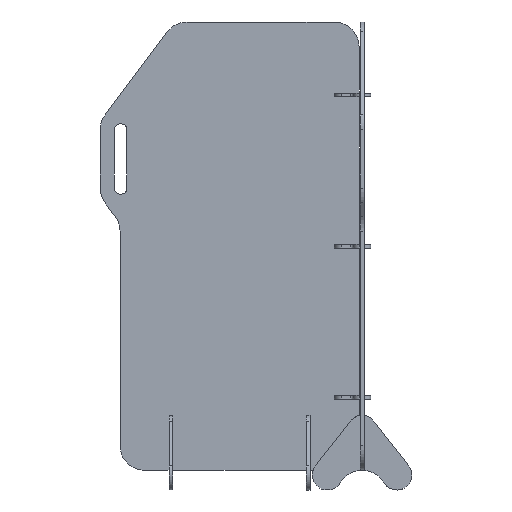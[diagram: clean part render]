
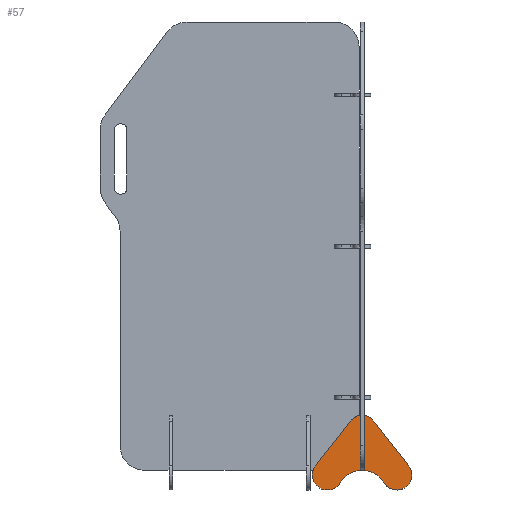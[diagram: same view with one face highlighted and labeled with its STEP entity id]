
A CAD part, left-side view. The second image highlights one B-rep face of the part: STEP entity #57.
In plain terms, the highlighted planar face has unit normal (-1, 0, 0).
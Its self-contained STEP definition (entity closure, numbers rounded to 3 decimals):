
#57=ADVANCED_FACE('',(#299),#3909,.T.);
#299=FACE_OUTER_BOUND('',#541,.T.);
#541=EDGE_LOOP('',(#829,#830,#831,#832,#833,#834,#835,#836,#837,#838,#839,
#840,#841,#842));
#829=ORIENTED_EDGE('',*,*,#2157,.F.);
#830=ORIENTED_EDGE('',*,*,#2154,.F.);
#831=ORIENTED_EDGE('',*,*,#2151,.F.);
#832=ORIENTED_EDGE('',*,*,#2148,.F.);
#833=ORIENTED_EDGE('',*,*,#2145,.F.);
#834=ORIENTED_EDGE('',*,*,#2142,.F.);
#835=ORIENTED_EDGE('',*,*,#2139,.F.);
#836=ORIENTED_EDGE('',*,*,#2136,.F.);
#837=ORIENTED_EDGE('',*,*,#2133,.F.);
#838=ORIENTED_EDGE('',*,*,#2130,.F.);
#839=ORIENTED_EDGE('',*,*,#2127,.F.);
#840=ORIENTED_EDGE('',*,*,#2124,.F.);
#841=ORIENTED_EDGE('',*,*,#2121,.F.);
#842=ORIENTED_EDGE('',*,*,#2117,.F.);
#2117=EDGE_CURVE('',#3461,#3462,#2789,.T.);
#2121=EDGE_CURVE('',#3462,#3465,#2793,.T.);
#2124=EDGE_CURVE('',#3465,#3467,#2796,.T.);
#2127=EDGE_CURVE('',#3467,#3469,#2799,.T.);
#2130=EDGE_CURVE('',#3469,#3471,#2802,.T.);
#2133=EDGE_CURVE('',#3471,#3473,#2805,.T.);
#2136=EDGE_CURVE('',#3473,#3475,#2808,.T.);
#2139=EDGE_CURVE('',#3475,#3477,#2811,.T.);
#2142=EDGE_CURVE('',#3477,#3479,#2814,.T.);
#2145=EDGE_CURVE('',#3479,#3481,#2817,.T.);
#2148=EDGE_CURVE('',#3481,#3483,#2820,.T.);
#2151=EDGE_CURVE('',#3483,#3485,#2823,.T.);
#2154=EDGE_CURVE('',#3485,#3487,#2826,.T.);
#2157=EDGE_CURVE('',#3487,#3461,#2829,.T.);
#2789=(
BOUNDED_CURVE()
B_SPLINE_CURVE(2,(#4347,#4348,#4349),.UNSPECIFIED.,.F.,.F.)
B_SPLINE_CURVE_WITH_KNOTS((3,3),(-1390.503,-1280.433),
 .UNSPECIFIED.)
CURVE()
GEOMETRIC_REPRESENTATION_ITEM()
RATIONAL_B_SPLINE_CURVE((1.,1.,1.))
REPRESENTATION_ITEM('')
);
#2793=(
BOUNDED_CURVE()
B_SPLINE_CURVE(2,(#4357,#4358,#4359),.UNSPECIFIED.,.F.,.F.)
B_SPLINE_CURVE_WITH_KNOTS((3,3),(-1280.433,-1233.646),
 .UNSPECIFIED.)
CURVE()
GEOMETRIC_REPRESENTATION_ITEM()
RATIONAL_B_SPLINE_CURVE((1.,0.925,1.))
REPRESENTATION_ITEM('')
);
#2796=(
BOUNDED_CURVE()
B_SPLINE_CURVE(2,(#4365,#4366,#4367),.UNSPECIFIED.,.F.,.F.)
B_SPLINE_CURVE_WITH_KNOTS((3,3),(-1233.646,-1005.611),
 .UNSPECIFIED.)
CURVE()
GEOMETRIC_REPRESENTATION_ITEM()
RATIONAL_B_SPLINE_CURVE((1.,1.,1.))
REPRESENTATION_ITEM('')
);
#2799=(
BOUNDED_CURVE()
B_SPLINE_CURVE(2,(#4373,#4374,#4375,#4376,#4377),.UNSPECIFIED.,.F.,.F.)
B_SPLINE_CURVE_WITH_KNOTS((3,2,3),(-1005.611,-911.363,
-817.116),.UNSPECIFIED.)
CURVE()
GEOMETRIC_REPRESENTATION_ITEM()
RATIONAL_B_SPLINE_CURVE((1.,0.711,1.011,0.711,
1.))
REPRESENTATION_ITEM('')
);
#2802=(
BOUNDED_CURVE()
B_SPLINE_CURVE(2,(#4385,#4386,#4387),.UNSPECIFIED.,.F.,.F.)
B_SPLINE_CURVE_WITH_KNOTS((3,3),(-817.116,-794.795),
 .UNSPECIFIED.)
CURVE()
GEOMETRIC_REPRESENTATION_ITEM()
RATIONAL_B_SPLINE_CURVE((1.,1.,1.))
REPRESENTATION_ITEM('')
);
#2805=(
BOUNDED_CURVE()
B_SPLINE_CURVE(2,(#4393,#4394,#4395,#4396,#4397),.UNSPECIFIED.,.F.,.F.)
B_SPLINE_CURVE_WITH_KNOTS((3,2,3),(-794.795,-703.82,-612.844),
 .UNSPECIFIED.)
CURVE()
GEOMETRIC_REPRESENTATION_ITEM()
RATIONAL_B_SPLINE_CURVE((1.,0.903,1.011,0.903,
1.))
REPRESENTATION_ITEM('')
);
#2808=(
BOUNDED_CURVE()
B_SPLINE_CURVE(2,(#4405,#4406,#4407),.UNSPECIFIED.,.F.,.F.)
B_SPLINE_CURVE_WITH_KNOTS((3,3),(-612.844,-590.523),
 .UNSPECIFIED.)
CURVE()
GEOMETRIC_REPRESENTATION_ITEM()
RATIONAL_B_SPLINE_CURVE((1.,1.,1.))
REPRESENTATION_ITEM('')
);
#2811=(
BOUNDED_CURVE()
B_SPLINE_CURVE(2,(#4413,#4414,#4415,#4416,#4417),.UNSPECIFIED.,.F.,.F.)
B_SPLINE_CURVE_WITH_KNOTS((3,2,3),(-590.523,-496.276,
-402.028),.UNSPECIFIED.)
CURVE()
GEOMETRIC_REPRESENTATION_ITEM()
RATIONAL_B_SPLINE_CURVE((1.,0.711,1.011,0.711,
1.))
REPRESENTATION_ITEM('')
);
#2814=(
BOUNDED_CURVE()
B_SPLINE_CURVE(2,(#4425,#4426,#4427),.UNSPECIFIED.,.F.,.F.)
B_SPLINE_CURVE_WITH_KNOTS((3,3),(-402.028,-173.993),
 .UNSPECIFIED.)
CURVE()
GEOMETRIC_REPRESENTATION_ITEM()
RATIONAL_B_SPLINE_CURVE((1.,1.,1.))
REPRESENTATION_ITEM('')
);
#2817=(
BOUNDED_CURVE()
B_SPLINE_CURVE(2,(#4433,#4434,#4435),.UNSPECIFIED.,.F.,.F.)
B_SPLINE_CURVE_WITH_KNOTS((3,3),(-173.993,-127.206),
 .UNSPECIFIED.)
CURVE()
GEOMETRIC_REPRESENTATION_ITEM()
RATIONAL_B_SPLINE_CURVE((1.,0.925,1.))
REPRESENTATION_ITEM('')
);
#2820=(
BOUNDED_CURVE()
B_SPLINE_CURVE(2,(#4441,#4442,#4443),.UNSPECIFIED.,.F.,.F.)
B_SPLINE_CURVE_WITH_KNOTS((3,3),(-127.206,-17.136),
 .UNSPECIFIED.)
CURVE()
GEOMETRIC_REPRESENTATION_ITEM()
RATIONAL_B_SPLINE_CURVE((1.,1.,1.))
REPRESENTATION_ITEM('')
);
#2823=(
BOUNDED_CURVE()
B_SPLINE_CURVE(2,(#4449,#4450,#4451,#4452,#4453),.UNSPECIFIED.,.F.,.F.)
B_SPLINE_CURVE_WITH_KNOTS((3,2,3),(-17.136,-14.78,
-12.423),.UNSPECIFIED.)
CURVE()
GEOMETRIC_REPRESENTATION_ITEM()
RATIONAL_B_SPLINE_CURVE((1.,0.707,1.,0.707,
1.))
REPRESENTATION_ITEM('')
);
#2826=(
BOUNDED_CURVE()
B_SPLINE_CURVE(2,(#4461,#4462,#4463),.UNSPECIFIED.,.F.,.F.)
B_SPLINE_CURVE_WITH_KNOTS((3,3),(-12.423,-3.023),
 .UNSPECIFIED.)
CURVE()
GEOMETRIC_REPRESENTATION_ITEM()
RATIONAL_B_SPLINE_CURVE((1.,1.,1.))
REPRESENTATION_ITEM('')
);
#2829=(
BOUNDED_CURVE()
B_SPLINE_CURVE(2,(#4469,#4470,#4471,#4472,#4473),.UNSPECIFIED.,.F.,.F.)
B_SPLINE_CURVE_WITH_KNOTS((3,2,3),(-3.023,-0.667,
1.689),.UNSPECIFIED.)
CURVE()
GEOMETRIC_REPRESENTATION_ITEM()
RATIONAL_B_SPLINE_CURVE((1.,0.707,1.,0.707,
1.))
REPRESENTATION_ITEM('')
);
#3461=VERTEX_POINT('',#4319);
#3462=VERTEX_POINT('',#4320);
#3465=VERTEX_POINT('',#4323);
#3467=VERTEX_POINT('',#4325);
#3469=VERTEX_POINT('',#4327);
#3471=VERTEX_POINT('',#4329);
#3473=VERTEX_POINT('',#4331);
#3475=VERTEX_POINT('',#4333);
#3477=VERTEX_POINT('',#4335);
#3479=VERTEX_POINT('',#4337);
#3481=VERTEX_POINT('',#4339);
#3483=VERTEX_POINT('',#4341);
#3485=VERTEX_POINT('',#4343);
#3487=VERTEX_POINT('',#4345);
#3909=PLANE('',#4171);
#4171=AXIS2_PLACEMENT_3D('',#4317,#4192,$);
#4192=DIRECTION('',(-1.,0.,0.));
#4317=CARTESIAN_POINT('',(7563.444,421.585,336.942));
#4319=CARTESIAN_POINT('',(7563.444,163.885,189.433));
#4320=CARTESIAN_POINT('',(7563.444,163.885,299.504));
#4323=CARTESIAN_POINT('',(7563.444,124.224,276.836));
#4325=CARTESIAN_POINT('',(7563.444,-15.776,96.836));
#4327=CARTESIAN_POINT('',(7563.444,78.946,23.164));
#4329=CARTESIAN_POINT('',(7563.444,92.65,40.783));
#4331=CARTESIAN_POINT('',(7563.444,250.52,40.783));
#4333=CARTESIAN_POINT('',(7563.444,264.224,23.164));
#4335=CARTESIAN_POINT('',(7563.444,358.946,96.836));
#4337=CARTESIAN_POINT('',(7563.444,218.946,276.836));
#4339=CARTESIAN_POINT('',(7563.444,179.285,299.504));
#4341=CARTESIAN_POINT('',(7563.444,179.285,189.433));
#4343=CARTESIAN_POINT('',(7563.444,176.285,189.433));
#4345=CARTESIAN_POINT('',(7563.444,166.885,189.433));
#4347=CARTESIAN_POINT('',(7563.444,163.885,189.433));
#4348=CARTESIAN_POINT('',(7563.444,163.885,244.469));
#4349=CARTESIAN_POINT('',(7563.444,163.885,299.504));
#4357=CARTESIAN_POINT('',(7563.444,163.885,299.504));
#4358=CARTESIAN_POINT('',(7563.444,139.389,296.334));
#4359=CARTESIAN_POINT('',(7563.444,124.224,276.836));
#4365=CARTESIAN_POINT('',(7563.444,124.224,276.836));
#4366=CARTESIAN_POINT('',(7563.444,54.224,186.836));
#4367=CARTESIAN_POINT('',(7563.444,-15.776,96.836));
#4373=CARTESIAN_POINT('',(7563.444,-15.776,96.836));
#4374=CARTESIAN_POINT('',(7563.444,-52.612,49.475));
#4375=CARTESIAN_POINT('',(7563.444,-5.251,12.639));
#4376=CARTESIAN_POINT('',(7563.444,42.11,-24.198));
#4377=CARTESIAN_POINT('',(7563.444,78.946,23.164));
#4385=CARTESIAN_POINT('',(7563.444,78.946,23.164));
#4386=CARTESIAN_POINT('',(7563.444,85.798,31.973));
#4387=CARTESIAN_POINT('',(7563.444,92.65,40.783));
#4393=CARTESIAN_POINT('',(7563.444,92.65,40.783));
#4394=CARTESIAN_POINT('',(7563.444,122.677,79.388));
#4395=CARTESIAN_POINT('',(7563.444,171.585,79.388));
#4396=CARTESIAN_POINT('',(7563.444,220.494,79.388));
#4397=CARTESIAN_POINT('',(7563.444,250.52,40.783));
#4405=CARTESIAN_POINT('',(7563.444,250.52,40.783));
#4406=CARTESIAN_POINT('',(7563.444,257.372,31.973));
#4407=CARTESIAN_POINT('',(7563.444,264.224,23.164));
#4413=CARTESIAN_POINT('',(7563.444,264.224,23.164));
#4414=CARTESIAN_POINT('',(7563.444,301.061,-24.198));
#4415=CARTESIAN_POINT('',(7563.444,348.422,12.639));
#4416=CARTESIAN_POINT('',(7563.444,395.783,49.475));
#4417=CARTESIAN_POINT('',(7563.444,358.946,96.836));
#4425=CARTESIAN_POINT('',(7563.444,358.946,96.836));
#4426=CARTESIAN_POINT('',(7563.444,288.946,186.836));
#4427=CARTESIAN_POINT('',(7563.444,218.946,276.836));
#4433=CARTESIAN_POINT('',(7563.444,218.946,276.836));
#4434=CARTESIAN_POINT('',(7563.444,203.782,296.334));
#4435=CARTESIAN_POINT('',(7563.444,179.285,299.504));
#4441=CARTESIAN_POINT('',(7563.444,179.285,299.504));
#4442=CARTESIAN_POINT('',(7563.444,179.285,244.469));
#4443=CARTESIAN_POINT('',(7563.444,179.285,189.433));
#4449=CARTESIAN_POINT('',(7563.444,179.285,189.433));
#4450=CARTESIAN_POINT('',(7563.444,179.285,187.933));
#4451=CARTESIAN_POINT('',(7563.444,177.785,187.933));
#4452=CARTESIAN_POINT('',(7563.444,176.285,187.933));
#4453=CARTESIAN_POINT('',(7563.444,176.285,189.433));
#4461=CARTESIAN_POINT('',(7563.444,176.285,189.433));
#4462=CARTESIAN_POINT('',(7563.444,171.585,189.433));
#4463=CARTESIAN_POINT('',(7563.444,166.885,189.433));
#4469=CARTESIAN_POINT('',(7563.444,166.885,189.433));
#4470=CARTESIAN_POINT('',(7563.444,166.885,187.933));
#4471=CARTESIAN_POINT('',(7563.444,165.385,187.933));
#4472=CARTESIAN_POINT('',(7563.444,163.885,187.933));
#4473=CARTESIAN_POINT('',(7563.444,163.885,189.433));
